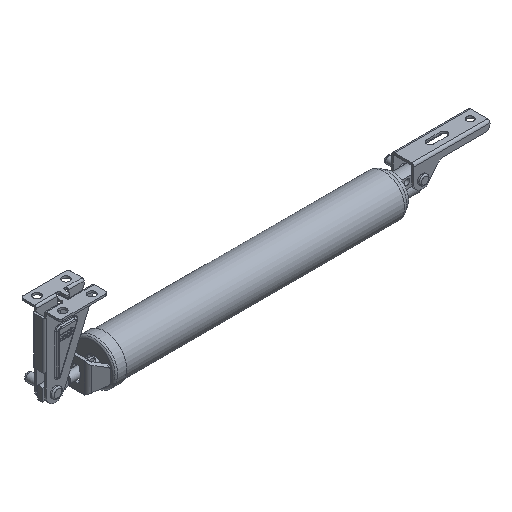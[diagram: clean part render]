
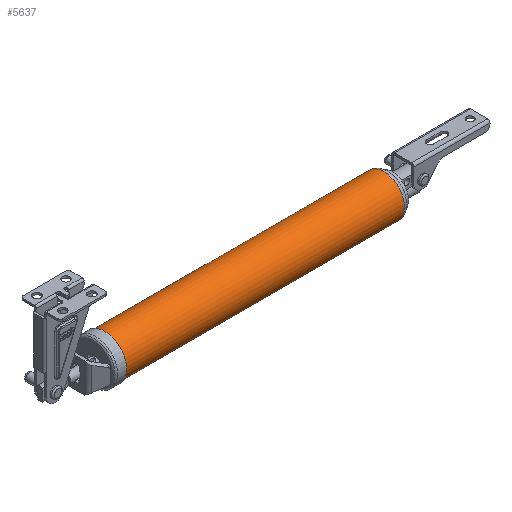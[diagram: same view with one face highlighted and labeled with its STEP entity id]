
A CAD part, isometric view. The second image highlights one B-rep face of the part: STEP entity #5637.
In plain terms, the highlighted cylindrical face has radius 16 mm (diameter 32 mm), a full revolution.
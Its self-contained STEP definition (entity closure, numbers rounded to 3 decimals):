
#1427=FACE_BOUND('',#1875,.T.);
#1516=FACE_OUTER_BOUND('',#1874,.T.);
#1874=EDGE_LOOP('',(#3903));
#1875=EDGE_LOOP('',(#3904));
#2304=CIRCLE('',#6007,16.);
#2306=CIRCLE('',#6010,16.);
#2527=VERTEX_POINT('',#8230);
#2529=VERTEX_POINT('',#8235);
#3073=EDGE_CURVE('',#2527,#2527,#2304,.T.);
#3075=EDGE_CURVE('',#2529,#2529,#2306,.T.);
#3903=ORIENTED_EDGE('',*,*,#3073,.T.);
#3904=ORIENTED_EDGE('',*,*,#3075,.T.);
#5532=CYLINDRICAL_SURFACE('',#6009,16.);
#5637=ADVANCED_FACE('',(#1516,#1427),#5532,.T.);
#6007=AXIS2_PLACEMENT_3D('',#8231,#6602,#6603);
#6009=AXIS2_PLACEMENT_3D('',#8234,#6606,#6607);
#6010=AXIS2_PLACEMENT_3D('',#8236,#6608,#6609);
#6602=DIRECTION('center_axis',(0.,-1.,0.));
#6603=DIRECTION('ref_axis',(0.,0.,
1.));
#6606=DIRECTION('center_axis',(0.,-1.,0.));
#6607=DIRECTION('ref_axis',(0.,0.,-1.));
#6608=DIRECTION('center_axis',(0.,1.,0.));
#6609=DIRECTION('ref_axis',(-1.,0.,0.));
#8230=CARTESIAN_POINT('',(0.,110.071,16.));
#8231=CARTESIAN_POINT('Origin',(0.,110.071,0.));
#8234=CARTESIAN_POINT('Origin',(0.,-132.571,
0.));
#8235=CARTESIAN_POINT('',(0.,-110.403,16.));
#8236=CARTESIAN_POINT('Origin',(0.,-110.403,
0.));
